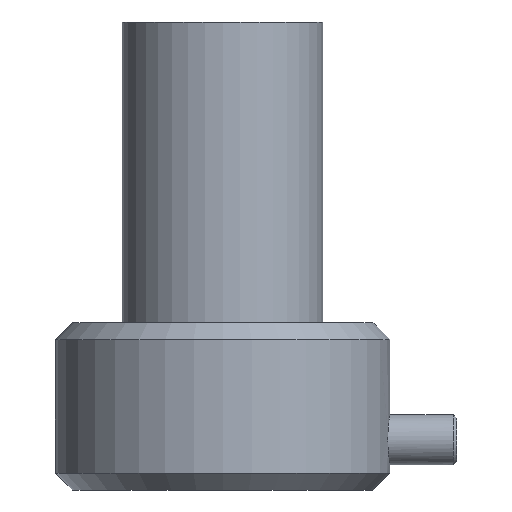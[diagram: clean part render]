
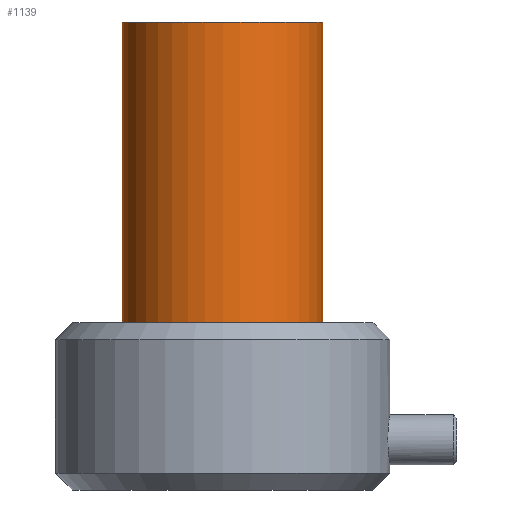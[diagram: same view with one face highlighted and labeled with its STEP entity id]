
A CAD part, front view. The second image highlights one B-rep face of the part: STEP entity #1139.
In plain terms, the highlighted cylindrical face has radius 3 mm (diameter 6 mm), a full revolution.
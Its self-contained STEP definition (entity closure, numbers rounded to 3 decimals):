
#101=CYLINDRICAL_SURFACE('',#1299,3.);
#143=FACE_OUTER_BOUND('',#213,.T.);
#213=EDGE_LOOP('',(#925,#926,#927,#928));
#333=LINE('',#1879,#451);
#451=VECTOR('',#1534,3.);
#497=CIRCLE('',#1262,3.);
#501=CIRCLE('',#1300,3.);
#531=VERTEX_POINT('',#1713);
#583=VERTEX_POINT('',#1877);
#635=EDGE_CURVE('',#531,#531,#497,.T.);
#713=EDGE_CURVE('',#583,#583,#501,.T.);
#714=EDGE_CURVE('',#583,#531,#333,.T.);
#925=ORIENTED_EDGE('',*,*,#713,.T.);
#926=ORIENTED_EDGE('',*,*,#714,.T.);
#927=ORIENTED_EDGE('',*,*,#635,.F.);
#928=ORIENTED_EDGE('',*,*,#714,.F.);
#1139=ADVANCED_FACE('',(#143),#101,.T.);
#1262=AXIS2_PLACEMENT_3D('',#1714,#1382,#1383);
#1299=AXIS2_PLACEMENT_3D('',#1876,#1530,#1531);
#1300=AXIS2_PLACEMENT_3D('',#1878,#1532,#1533);
#1382=DIRECTION('center_axis',(0.,0.,-1.));
#1383=DIRECTION('ref_axis',(-1.,0.,0.));
#1530=DIRECTION('center_axis',(0.,0.,1.));
#1531=DIRECTION('ref_axis',(-1.,0.,0.));
#1532=DIRECTION('center_axis',(0.,0.,-1.));
#1533=DIRECTION('ref_axis',(-1.,0.,0.));
#1534=DIRECTION('',(0.,0.,-1.));
#1713=CARTESIAN_POINT('',(3.,0.,0.));
#1714=CARTESIAN_POINT('Origin',(0.,0.,0.));
#1876=CARTESIAN_POINT('Origin',(0.,0.,0.));
#1877=CARTESIAN_POINT('',(3.,0.,9.));
#1878=CARTESIAN_POINT('Origin',(0.,0.,9.));
#1879=CARTESIAN_POINT('',(3.,0.,0.));
